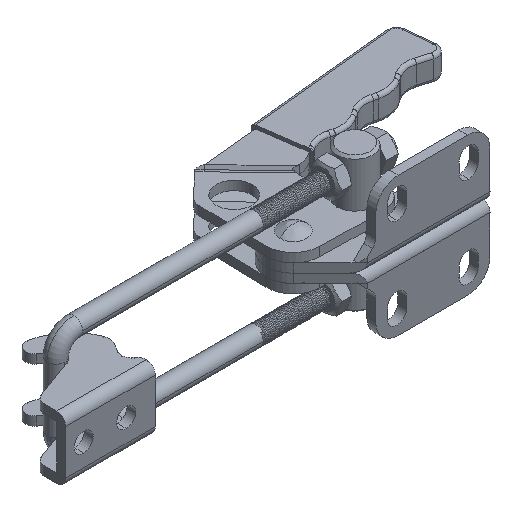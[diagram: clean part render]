
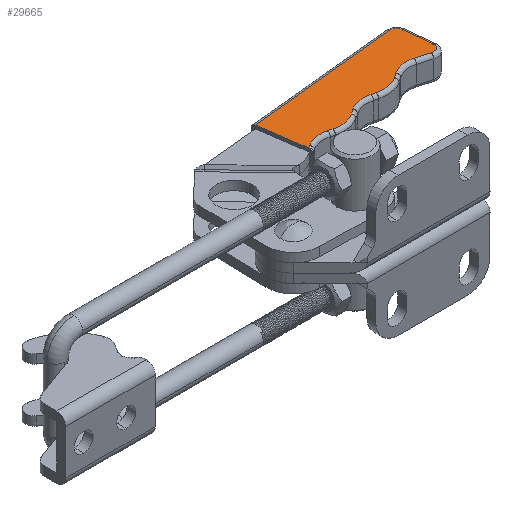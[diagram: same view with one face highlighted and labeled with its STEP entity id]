
A CAD part, isometric view. The second image highlights one B-rep face of the part: STEP entity #29665.
In plain terms, the highlighted planar face has unit normal (0, 0, 1).
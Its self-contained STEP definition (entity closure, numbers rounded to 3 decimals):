
#467 = DIRECTION ( 'NONE',  ( 1., 0., 0. ) ) ;
#893 = EDGE_LOOP ( 'NONE', ( #8169, #18356, #20731, #43406, #17318, #8201, #27565, #38662, #38182, #24084, #21192, #12900, #9407, #18388, #43303, #10408 ) ) ;
#1339 = CIRCLE ( 'NONE', #42302, 12. ) ;
#1547 = VERTEX_POINT ( 'NONE', #40239 ) ;
#1652 = VERTEX_POINT ( 'NONE', #10988 ) ;
#1969 = DIRECTION ( 'NONE',  ( 0., 0., 1. ) ) ;
#2213 = CIRCLE ( 'NONE', #46899, 12. ) ;
#3036 = DIRECTION ( 'NONE',  ( 0.77, 0.638, 0. ) ) ;
#3331 = VERTEX_POINT ( 'NONE', #4667 ) ;
#3724 = LINE ( 'NONE', #23285, #41322 ) ;
#3814 = CARTESIAN_POINT ( 'NONE',  ( 6091.868, -1555.436, 5.5 ) ) ;
#3893 = CARTESIAN_POINT ( 'NONE',  ( 6066.538, -1564.643, 5.5 ) ) ;
#4073 = EDGE_CURVE ( 'NONE', #39164, #23591, #36031, .T. ) ;
#4168 = CARTESIAN_POINT ( 'NONE',  ( 6073.847, -1571.207, 5.5 ) ) ;
#4564 = CARTESIAN_POINT ( 'NONE',  ( 6071.639, -1572.778, 5.5 ) ) ;
#4667 = CARTESIAN_POINT ( 'NONE',  ( 6026.692, -1581.027, 5.5 ) ) ;
#4868 = VECTOR ( 'NONE', #3036, 1000. ) ;
#5528 = VERTEX_POINT ( 'NONE', #7809 ) ;
#5852 = EDGE_CURVE ( 'NONE', #25483, #23591, #13165, .T. ) ;
#6537 = CARTESIAN_POINT ( 'NONE',  ( 6022.012, -1561.044, 5.5 ) ) ;
#7276 = CIRCLE ( 'NONE', #23419, 3. ) ;
#7595 = FACE_OUTER_BOUND ( 'NONE', #893, .T. ) ;
#7647 = LINE ( 'NONE', #8451, #46462 ) ;
#7653 = EDGE_CURVE ( 'NONE', #43167, #5528, #47282, .T. ) ;
#7735 = CARTESIAN_POINT ( 'NONE',  ( 6038.29, -1579.578, 5.5 ) ) ;
#7809 = CARTESIAN_POINT ( 'NONE',  ( 6083.618, -1569.317, 5.5 ) ) ;
#7817 = EDGE_CURVE ( 'NONE', #39164, #12739, #42743, .T. ) ;
#8169 = ORIENTED_EDGE ( 'NONE', *, *, #7817, .T. ) ;
#8201 = ORIENTED_EDGE ( 'NONE', *, *, #25374, .F. ) ;
#8380 = VERTEX_POINT ( 'NONE', #4168 ) ;
#8451 = CARTESIAN_POINT ( 'NONE',  ( 6013.922, -1601.989, 5.5 ) ) ;
#8541 = CARTESIAN_POINT ( 'NONE',  ( 6041.103, -1567.912, 5.5 ) ) ;
#9340 = CARTESIAN_POINT ( 'NONE',  ( 6088.531, -1552.876, 5.5 ) ) ;
#9347 = AXIS2_PLACEMENT_3D ( 'NONE', #11446, #36916, #15136 ) ;
#9407 = ORIENTED_EDGE ( 'NONE', *, *, #7653, .F. ) ;
#9984 = VERTEX_POINT ( 'NONE', #7735 ) ;
#10079 = DIRECTION ( 'NONE',  ( 0., 0., -1. ) ) ;
#10408 = ORIENTED_EDGE ( 'NONE', *, *, #4073, .F. ) ;
#10952 = CARTESIAN_POINT ( 'NONE',  ( 6088.897, -1555.854, 5.5 ) ) ;
#10988 = CARTESIAN_POINT ( 'NONE',  ( 6048.061, -1577.688, 5.5 ) ) ;
#11078 = CARTESIAN_POINT ( 'NONE',  ( 6064.68, -1563.002, 5.5 ) ) ;
#11332 = DIRECTION ( 'NONE',  ( -0.965, 0.264, 0. ) ) ;
#11446 = CARTESIAN_POINT ( 'NONE',  ( 6033.651, -1590.803, 5.5 ) ) ;
#11742 = DIRECTION ( 'NONE',  ( 0., 0., -1. ) ) ;
#12212 = DIRECTION ( 'NONE',  ( 1., 0., 0. ) ) ;
#12739 = VERTEX_POINT ( 'NONE', #6537 ) ;
#12804 = EDGE_CURVE ( 'NONE', #44667, #3331, #14519, .T. ) ;
#12900 = ORIENTED_EDGE ( 'NONE', *, *, #27105, .T. ) ;
#13165 = LINE ( 'NONE', #20385, #21690 ) ;
#13919 = EDGE_CURVE ( 'NONE', #1652, #1547, #7647, .T. ) ;
#14519 = LINE ( 'NONE', #31951, #4868 ) ;
#14624 = DIRECTION ( 'NONE',  ( 1., 0., 0. ) ) ;
#14724 = DIRECTION ( 'NONE',  ( 1., 0., 0. ) ) ;
#14980 = AXIS2_PLACEMENT_3D ( 'NONE', #43151, #1969, #467 ) ;
#15136 = DIRECTION ( 'NONE',  ( 1., 0., 0. ) ) ;
#16159 = DIRECTION ( 'NONE',  ( 0.972, -0.234, 0. ) ) ;
#16386 = CARTESIAN_POINT ( 'NONE',  ( 6093.373, -1567.696, 5.5 ) ) ;
#16929 = EDGE_CURVE ( 'NONE', #18548, #37106, #1339, .T. ) ;
#17318 = ORIENTED_EDGE ( 'NONE', *, *, #46875, .T. ) ;
#18186 = VECTOR ( 'NONE', #11332, 1000. ) ;
#18356 = ORIENTED_EDGE ( 'NONE', *, *, #34688, .T. ) ;
#18388 = ORIENTED_EDGE ( 'NONE', *, *, #25284, .F. ) ;
#18548 = VERTEX_POINT ( 'NONE', #4564 ) ;
#18566 = LINE ( 'NONE', #30133, #28298 ) ;
#18573 = VECTOR ( 'NONE', #19946, 1000. ) ;
#18597 = CARTESIAN_POINT ( 'NONE',  ( 6019.531, -1609.868, 5.5 ) ) ;
#18889 = CARTESIAN_POINT ( 'NONE',  ( 6080.805, -1580.983, 5.5 ) ) ;
#19946 = DIRECTION ( 'NONE',  ( 0.972, -0.234, 0. ) ) ;
#20301 = CARTESIAN_POINT ( 'NONE',  ( 6034.052, -1559.565, 5.5 ) ) ;
#20385 = CARTESIAN_POINT ( 'NONE',  ( 6101.999, -1637.953, 5.5 ) ) ;
#20536 = DIRECTION ( 'NONE',  ( -0.122, 0.993, 0. ) ) ;
#20731 = ORIENTED_EDGE ( 'NONE', *, *, #12804, .T. ) ;
#21192 = ORIENTED_EDGE ( 'NONE', *, *, #30575, .T. ) ;
#21297 = PLANE ( 'NONE',  #14980 ) ;
#21690 = VECTOR ( 'NONE', #20536, 1000. ) ;
#22045 = CIRCLE ( 'NONE', #30736, 12. ) ;
#22561 = DIRECTION ( 'NONE',  ( 1., 0., 0. ) ) ;
#22581 = CARTESIAN_POINT ( 'NONE',  ( 6025.579, -1581.95, 5.5 ) ) ;
#22663 = DIRECTION ( 'NONE',  ( 0.168, -0.986, 0. ) ) ;
#23285 = CARTESIAN_POINT ( 'NONE',  ( 6059.108, -1584.597, 5.5 ) ) ;
#23419 = AXIS2_PLACEMENT_3D ( 'NONE', #33545, #11742, #37200 ) ;
#23591 = VERTEX_POINT ( 'NONE', #3814 ) ;
#23667 = AXIS2_PLACEMENT_3D ( 'NONE', #10952, #36419, #14624 ) ;
#24084 = ORIENTED_EDGE ( 'NONE', *, *, #16929, .F. ) ;
#25284 = EDGE_CURVE ( 'NONE', #25483, #43167, #7276, .T. ) ;
#25374 = EDGE_CURVE ( 'NONE', #1652, #9984, #22045, .T. ) ;
#25483 = VERTEX_POINT ( 'NONE', #16386 ) ;
#26839 = CARTESIAN_POINT ( 'NONE',  ( 6089.603, -1570.956, 5.5 ) ) ;
#27105 = EDGE_CURVE ( 'NONE', #8380, #5528, #40206, .T. ) ;
#27565 = ORIENTED_EDGE ( 'NONE', *, *, #13919, .T. ) ;
#28298 = VECTOR ( 'NONE', #22663, 1000. ) ;
#28306 = LINE ( 'NONE', #34454, #18573 ) ;
#28680 = AXIS2_PLACEMENT_3D ( 'NONE', #18889, #44401, #22561 ) ;
#29665 = ADVANCED_FACE ( 'NONE', ( #7595 ), #21297, .T. ) ;
#30133 = CARTESIAN_POINT ( 'NONE',  ( 6036.571, -1646.368, 5.5 ) ) ;
#30575 = EDGE_CURVE ( 'NONE', #18548, #8380, #45195, .T. ) ;
#30736 = AXIS2_PLACEMENT_3D ( 'NONE', #8541, #34030, #12212 ) ;
#31878 = CARTESIAN_POINT ( 'NONE',  ( 6057.228, -1585.893, 5.5 ) ) ;
#31951 = CARTESIAN_POINT ( 'NONE',  ( 6005.825, -1598.338, 5.5 ) ) ;
#32979 = VECTOR ( 'NONE', #42111, 1000. ) ;
#33068 = DIRECTION ( 'NONE',  ( 0.815, 0.58, 0. ) ) ;
#33545 = CARTESIAN_POINT ( 'NONE',  ( 6090.395, -1568.062, 5.5 ) ) ;
#33734 = CARTESIAN_POINT ( 'NONE',  ( 6061.867, -1574.668, 5.5 ) ) ;
#33937 = DIRECTION ( 'NONE',  ( 0.815, 0.58, 0. ) ) ;
#34030 = DIRECTION ( 'NONE',  ( 0., 0., -1. ) ) ;
#34454 = CARTESIAN_POINT ( 'NONE',  ( 6061.522, -1574.585, 5.5 ) ) ;
#34688 = EDGE_CURVE ( 'NONE', #12739, #44667, #18566, .T. ) ;
#35191 = CIRCLE ( 'NONE', #9347, 12. ) ;
#35557 = DIRECTION ( 'NONE',  ( 1., 0., 0. ) ) ;
#36031 = CIRCLE ( 'NONE', #23667, 3. ) ;
#36376 = VERTEX_POINT ( 'NONE', #42769 ) ;
#36419 = DIRECTION ( 'NONE',  ( 0., 0., -1. ) ) ;
#36515 = DIRECTION ( 'NONE',  ( 0., 0., -1. ) ) ;
#36542 = VECTOR ( 'NONE', #33068, 1000. ) ;
#36916 = DIRECTION ( 'NONE',  ( 0., 0., -1. ) ) ;
#37106 = VERTEX_POINT ( 'NONE', #33734 ) ;
#37200 = DIRECTION ( 'NONE',  ( 1., 0., 0. ) ) ;
#38182 = ORIENTED_EDGE ( 'NONE', *, *, #45297, .T. ) ;
#38662 = ORIENTED_EDGE ( 'NONE', *, *, #43997, .T. ) ;
#39164 = VERTEX_POINT ( 'NONE', #9340 ) ;
#40206 = CIRCLE ( 'NONE', #28680, 12. ) ;
#40239 = CARTESIAN_POINT ( 'NONE',  ( 6050.269, -1576.117, 5.5 ) ) ;
#40622 = CARTESIAN_POINT ( 'NONE',  ( 6036.463, -1579.137, 5.5 ) ) ;
#41322 = VECTOR ( 'NONE', #16159, 1000. ) ;
#42111 = DIRECTION ( 'NONE',  ( -0.993, -0.122, 0. ) ) ;
#42302 = AXIS2_PLACEMENT_3D ( 'NONE', #11078, #36515, #14724 ) ;
#42743 = LINE ( 'NONE', #20301, #32979 ) ;
#42769 = CARTESIAN_POINT ( 'NONE',  ( 6060.041, -1574.227, 5.5 ) ) ;
#43151 = CARTESIAN_POINT ( 'NONE',  ( 6044.543, -1645.007, 5.5 ) ) ;
#43167 = VERTEX_POINT ( 'NONE', #26839 ) ;
#43303 = ORIENTED_EDGE ( 'NONE', *, *, #5852, .T. ) ;
#43406 = ORIENTED_EDGE ( 'NONE', *, *, #44218, .T. ) ;
#43997 = EDGE_CURVE ( 'NONE', #1547, #36376, #2213, .T. ) ;
#44218 = EDGE_CURVE ( 'NONE', #3331, #45686, #35191, .T. ) ;
#44401 = DIRECTION ( 'NONE',  ( 0., 0., -1. ) ) ;
#44667 = VERTEX_POINT ( 'NONE', #22581 ) ;
#45195 = LINE ( 'NONE', #18597, #36542 ) ;
#45297 = EDGE_CURVE ( 'NONE', #36376, #37106, #28306, .T. ) ;
#45686 = VERTEX_POINT ( 'NONE', #40622 ) ;
#46462 = VECTOR ( 'NONE', #33937, 1000. ) ;
#46875 = EDGE_CURVE ( 'NONE', #45686, #9984, #3724, .T. ) ;
#46899 = AXIS2_PLACEMENT_3D ( 'NONE', #31878, #10079, #35557 ) ;
#47282 = LINE ( 'NONE', #3893, #18186 ) ;
